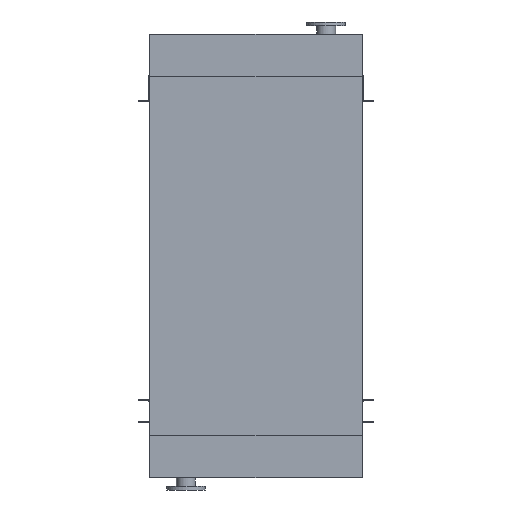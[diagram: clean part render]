
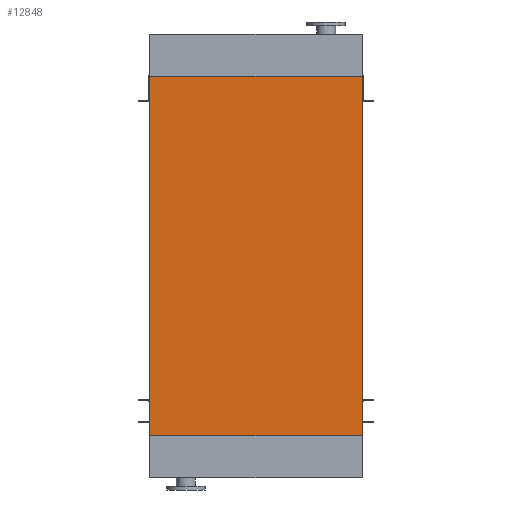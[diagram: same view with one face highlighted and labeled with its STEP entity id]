
A CAD part, front view. The second image highlights one B-rep face of the part: STEP entity #12848.
In plain terms, the highlighted planar face has unit normal (0, -1, 0).
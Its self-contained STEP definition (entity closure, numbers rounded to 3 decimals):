
#75 = CARTESIAN_POINT ( 'NONE',  ( -605., 0., -2050. ) ) ;
#204 = CARTESIAN_POINT ( 'NONE',  ( -605., 0., -2050. ) ) ;
#692 = EDGE_CURVE ( 'NONE', #11169, #4588, #4921, .T. ) ;
#946 = ORIENTED_EDGE ( 'NONE', *, *, #2964, .F. ) ;
#1132 = LINE ( 'NONE', #12405, #1431 ) ;
#1202 = ORIENTED_EDGE ( 'NONE', *, *, #12221, .T. ) ;
#1403 = FACE_OUTER_BOUND ( 'NONE', #6825, .T. ) ;
#1431 = VECTOR ( 'NONE', #9058, 1000. ) ;
#2964 = EDGE_CURVE ( 'NONE', #4588, #5704, #10719, .T. ) ;
#3646 = DIRECTION ( 'NONE',  ( 0., 0., -1. ) ) ;
#4588 = VERTEX_POINT ( 'NONE', #9986 ) ;
#4921 = LINE ( 'NONE', #7233, #14493 ) ;
#4923 = VERTEX_POINT ( 'NONE', #5257 ) ;
#5234 = AXIS2_PLACEMENT_3D ( 'NONE', #204, #8274, #3646 ) ;
#5257 = CARTESIAN_POINT ( 'NONE',  ( 605., 0., -2050. ) ) ;
#5345 = CARTESIAN_POINT ( 'NONE',  ( -605., 0., 0. ) ) ;
#5399 = VECTOR ( 'NONE', #13929, 1000. ) ;
#5704 = VERTEX_POINT ( 'NONE', #11997 ) ;
#6143 = ORIENTED_EDGE ( 'NONE', *, *, #692, .F. ) ;
#6301 = ORIENTED_EDGE ( 'NONE', *, *, #13435, .T. ) ;
#6825 = EDGE_LOOP ( 'NONE', ( #946, #6143, #1202, #6301 ) ) ;
#6998 = LINE ( 'NONE', #11548, #5399 ) ;
#7233 = CARTESIAN_POINT ( 'NONE',  ( -605., 0., -2050. ) ) ;
#7362 = DIRECTION ( 'NONE',  ( 1., 0., 0. ) ) ;
#8274 = DIRECTION ( 'NONE',  ( 0., -1., 0. ) ) ;
#9058 = DIRECTION ( 'NONE',  ( 0., 0., 1. ) ) ;
#9986 = CARTESIAN_POINT ( 'NONE',  ( -605., 0., 0. ) ) ;
#10719 = LINE ( 'NONE', #5345, #12133 ) ;
#10896 = DIRECTION ( 'NONE',  ( 0., 0., 1. ) ) ;
#11169 = VERTEX_POINT ( 'NONE', #75 ) ;
#11548 = CARTESIAN_POINT ( 'NONE',  ( -605., 0., -2050. ) ) ;
#11776 = PLANE ( 'NONE',  #5234 ) ;
#11997 = CARTESIAN_POINT ( 'NONE',  ( 605., 0., 0. ) ) ;
#12133 = VECTOR ( 'NONE', #7362, 1000. ) ;
#12221 = EDGE_CURVE ( 'NONE', #11169, #4923, #6998, .T. ) ;
#12405 = CARTESIAN_POINT ( 'NONE',  ( 605., 0., -2050. ) ) ;
#12848 = ADVANCED_FACE ( 'NONE', ( #1403 ), #11776, .T. ) ;
#13435 = EDGE_CURVE ( 'NONE', #4923, #5704, #1132, .T. ) ;
#13929 = DIRECTION ( 'NONE',  ( 1., 0., 0. ) ) ;
#14493 = VECTOR ( 'NONE', #10896, 1000. ) ;
